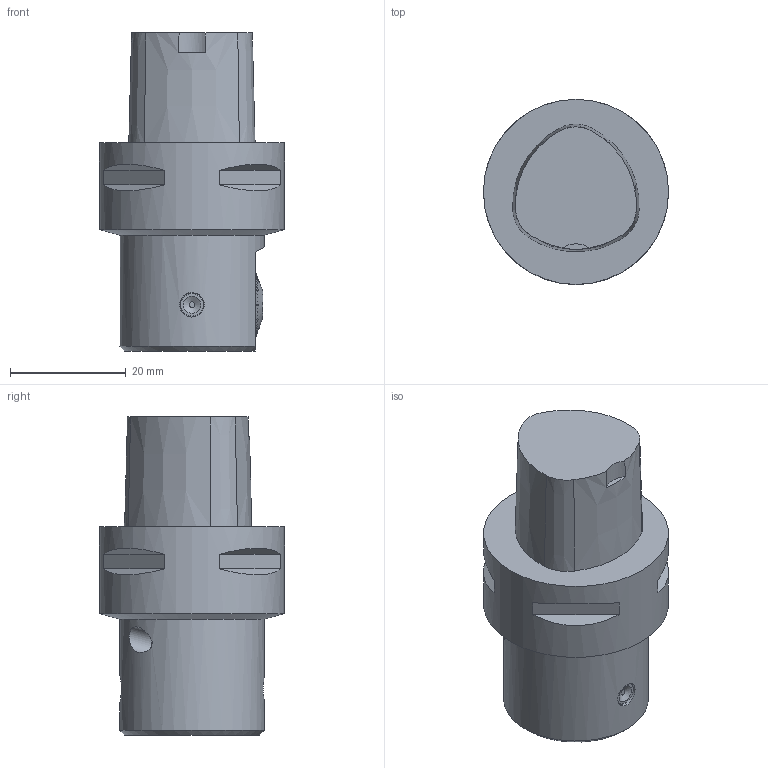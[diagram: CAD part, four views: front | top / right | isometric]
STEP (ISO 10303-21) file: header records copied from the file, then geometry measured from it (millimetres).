
FILE_DESCRIPTION(/* description */ (''),/* implementation_level */ '2;1');
FILE_NAME(/* name */ '1553783971094.stp',/* time_stamp */ '2019-03-28T15:39:47+01:00',/* author */ (''),/* organization */ ('SMS'),/* preprocessor_version */ 'ST-DEVELOPER v15',/* originating_system */ 'SIEMENS PLM Software NX 8.5',/* authorisation */ '');
FILE_SCHEMA (('AUTOMOTIVE_DESIGN { 1 0 10303 214 3 1 1 1 }'));
Length unit declared in the file: millimetre
Products named in the file (1): 111165799mod000_01
Bounding box: 32 x 32 x 55 mm (x, y, z)
Volume: 28746.7 mm3; surface area: 6148.4 mm2
Topology: 1 solids, 1 shells, 327 faces, 930 edges, 626 vertices
Faces by surface type: plane 246, cone 64, cylinder 17
Full cylindrical faces by diameter (mm): 3 x1, 4 x1, 4.25 x1, 4.5 x1, 4.506 x1, 5 x1, 5.2 x1, 24.989 x1, 32 x1
Entity records: 10938 total; most frequent: CARTESIAN_POINT 2834, ORIENTED_EDGE 1808, DIRECTION 1461, EDGE_CURVE 904, VERTEX_POINT 610, AXIS2_PLACEMENT_3D 492, LINE 477, VECTOR 477
